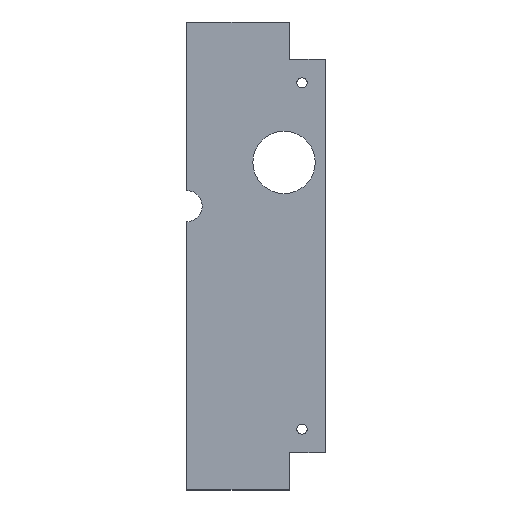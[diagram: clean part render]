
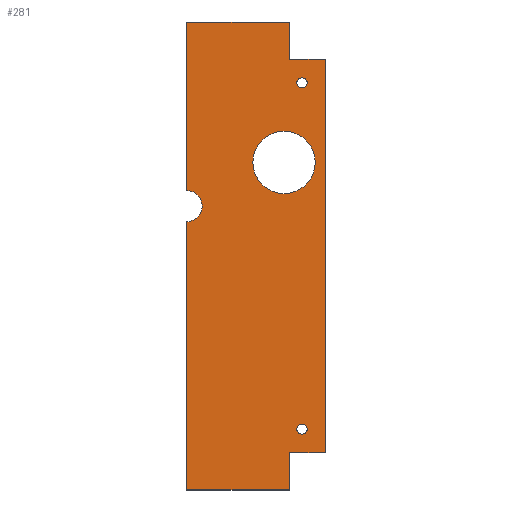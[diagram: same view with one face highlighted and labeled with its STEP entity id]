
A CAD part, top view. The second image highlights one B-rep face of the part: STEP entity #281.
In plain terms, the highlighted planar face has unit normal (0, 0, 1).
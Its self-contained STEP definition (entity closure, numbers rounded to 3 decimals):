
#14 = DIRECTION ( 'NONE',  ( 1., 0., 0. ) ) ;
#16 = AXIS2_PLACEMENT_3D ( 'NONE', #430, #329, #126 ) ;
#22 = DIRECTION ( 'NONE',  ( 0., -1., 0. ) ) ;
#29 = DIRECTION ( 'NONE',  ( 0., 0., 1. ) ) ;
#30 = VERTEX_POINT ( 'NONE', #534 ) ;
#33 = CARTESIAN_POINT ( 'NONE',  ( -19.001, -39.01, 2. ) ) ;
#38 = VECTOR ( 'NONE', #502, 1000. ) ;
#41 = DIRECTION ( 'NONE',  ( 1., 0., 0. ) ) ;
#45 = CARTESIAN_POINT ( 'NONE',  ( -19.001, -39.01, 2. ) ) ;
#49 = CIRCLE ( 'NONE', #462, 3.3 ) ;
#53 = ORIENTED_EDGE ( 'NONE', *, *, #590, .F. ) ;
#59 = CARTESIAN_POINT ( 'NONE',  ( -93.001, -0.01, 2. ) ) ;
#60 = DIRECTION ( 'NONE',  ( 0., 0., 1. ) ) ;
#62 = CARTESIAN_POINT ( 'NONE',  ( -4.001, -276.01, 2. ) ) ;
#65 = VERTEX_POINT ( 'NONE', #194 ) ;
#67 = PLANE ( 'NONE',  #594 ) ;
#78 = LINE ( 'NONE', #282, #596 ) ;
#93 = EDGE_CURVE ( 'NONE', #306, #612, #494, .T. ) ;
#97 = CARTESIAN_POINT ( 'NONE',  ( -27.001, -0.01, 2. ) ) ;
#110 = EDGE_CURVE ( 'NONE', #175, #428, #383, .T. ) ;
#112 = EDGE_LOOP ( 'NONE', ( #310, #420, #197, #252, #546, #53, #608, #471, #203, #576, #168 ) ) ;
#119 = CARTESIAN_POINT ( 'NONE',  ( -93.001, -300.01, 2. ) ) ;
#126 = DIRECTION ( 'NONE',  ( 1., 0., 0. ) ) ;
#127 = VERTEX_POINT ( 'NONE', #482 ) ;
#128 = VECTOR ( 'NONE', #390, 1000. ) ;
#130 = EDGE_CURVE ( 'NONE', #404, #143, #450, .T. ) ;
#136 = LINE ( 'NONE', #141, #128 ) ;
#141 = CARTESIAN_POINT ( 'NONE',  ( -93.001, -0.01, 2. ) ) ;
#142 = DIRECTION ( 'NONE',  ( 1., 0., 0. ) ) ;
#143 = VERTEX_POINT ( 'NONE', #436 ) ;
#147 = VERTEX_POINT ( 'NONE', #491 ) ;
#153 = LINE ( 'NONE', #508, #629 ) ;
#155 = CARTESIAN_POINT ( 'NONE',  ( -4.001, -24.01, 2. ) ) ;
#156 = DIRECTION ( 'NONE',  ( 1., 0., 0. ) ) ;
#157 = ORIENTED_EDGE ( 'NONE', *, *, #339, .F. ) ;
#168 = ORIENTED_EDGE ( 'NONE', *, *, #254, .F. ) ;
#170 = VECTOR ( 'NONE', #474, 1000. ) ;
#175 = VERTEX_POINT ( 'NONE', #370 ) ;
#180 = CARTESIAN_POINT ( 'NONE',  ( -30.5, -90.01, 2. ) ) ;
#186 = DIRECTION ( 'NONE',  ( 1., 0., 0. ) ) ;
#194 = CARTESIAN_POINT ( 'NONE',  ( -27.001, -276.01, 2. ) ) ;
#197 = ORIENTED_EDGE ( 'NONE', *, *, #609, .T. ) ;
#199 = VERTEX_POINT ( 'NONE', #496 ) ;
#203 = ORIENTED_EDGE ( 'NONE', *, *, #110, .T. ) ;
#208 = CARTESIAN_POINT ( 'NONE',  ( -27.001, -24.01, 2. ) ) ;
#209 = CARTESIAN_POINT ( 'NONE',  ( -27.001, -300.01, 2. ) ) ;
#211 = LINE ( 'NONE', #59, #297 ) ;
#220 = ORIENTED_EDGE ( 'NONE', *, *, #369, .F. ) ;
#222 = VECTOR ( 'NONE', #582, 1000. ) ;
#223 = AXIS2_PLACEMENT_3D ( 'NONE', #180, #29, #186 ) ;
#225 = CARTESIAN_POINT ( 'NONE',  ( -27.001, -276.01, 2. ) ) ;
#244 = CIRCLE ( 'NONE', #442, 3.3 ) ;
#247 = EDGE_CURVE ( 'NONE', #387, #65, #512, .T. ) ;
#252 = ORIENTED_EDGE ( 'NONE', *, *, #247, .T. ) ;
#254 = EDGE_CURVE ( 'NONE', #127, #401, #516, .T. ) ;
#258 = FACE_BOUND ( 'NONE', #325, .T. ) ;
#265 = CIRCLE ( 'NONE', #331, 10. ) ;
#266 = CARTESIAN_POINT ( 'NONE',  ( 0., 0., 2. ) ) ;
#269 = CARTESIAN_POINT ( 'NONE',  ( -15.701, -261.01, 2. ) ) ;
#272 = DIRECTION ( 'NONE',  ( 0., 0., 1. ) ) ;
#281 = ADVANCED_FACE ( 'NONE', ( #554, #373, #506, #258 ), #67, .T. ) ;
#282 = CARTESIAN_POINT ( 'NONE',  ( -4.001, -24.01, 2. ) ) ;
#289 = DIRECTION ( 'NONE',  ( 0., 0., 1. ) ) ;
#292 = CARTESIAN_POINT ( 'NONE',  ( -30.5, -90.01, 2. ) ) ;
#297 = VECTOR ( 'NONE', #22, 1000. ) ;
#301 = CARTESIAN_POINT ( 'NONE',  ( -19.001, -261.01, 2. ) ) ;
#306 = VERTEX_POINT ( 'NONE', #527 ) ;
#310 = ORIENTED_EDGE ( 'NONE', *, *, #432, .F. ) ;
#311 = DIRECTION ( 'NONE',  ( 0., 1., 0. ) ) ;
#316 = CARTESIAN_POINT ( 'NONE',  ( -93.001, -118.01, 2. ) ) ;
#325 = EDGE_LOOP ( 'NONE', ( #476, #486 ) ) ;
#329 = DIRECTION ( 'NONE',  ( 0., 0., 1. ) ) ;
#331 = AXIS2_PLACEMENT_3D ( 'NONE', #577, #593, #487 ) ;
#339 = EDGE_CURVE ( 'NONE', #612, #306, #244, .T. ) ;
#344 = DIRECTION ( 'NONE',  ( 0., 0., 1. ) ) ;
#355 = CARTESIAN_POINT ( 'NONE',  ( -22.301, -261.01, 2. ) ) ;
#358 = EDGE_CURVE ( 'NONE', #65, #569, #481, .T. ) ;
#366 = DIRECTION ( 'NONE',  ( 0., 1., 0. ) ) ;
#369 = EDGE_CURVE ( 'NONE', #452, #559, #565, .T. ) ;
#370 = CARTESIAN_POINT ( 'NONE',  ( -27.001, -0.01, 2. ) ) ;
#373 = FACE_BOUND ( 'NONE', #500, .T. ) ;
#378 = DIRECTION ( 'NONE',  ( 1., 0., 0. ) ) ;
#382 = CARTESIAN_POINT ( 'NONE',  ( -93.001, -0.01, 2. ) ) ;
#383 = LINE ( 'NONE', #97, #222 ) ;
#385 = EDGE_CURVE ( 'NONE', #30, #199, #78, .T. ) ;
#387 = VERTEX_POINT ( 'NONE', #470 ) ;
#390 = DIRECTION ( 'NONE',  ( 0., -1., 0. ) ) ;
#391 = VECTOR ( 'NONE', #311, 1000. ) ;
#401 = VERTEX_POINT ( 'NONE', #568 ) ;
#404 = VERTEX_POINT ( 'NONE', #484 ) ;
#405 = LINE ( 'NONE', #155, #38 ) ;
#411 = EDGE_CURVE ( 'NONE', #143, #404, #573, .T. ) ;
#413 = CARTESIAN_POINT ( 'NONE',  ( -15.701, -39.01, 2. ) ) ;
#418 = VERTEX_POINT ( 'NONE', #119 ) ;
#420 = ORIENTED_EDGE ( 'NONE', *, *, #505, .T. ) ;
#421 = VECTOR ( 'NONE', #366, 1000. ) ;
#428 = VERTEX_POINT ( 'NONE', #382 ) ;
#430 = CARTESIAN_POINT ( 'NONE',  ( -19.001, -261.01, 2. ) ) ;
#432 = EDGE_CURVE ( 'NONE', #147, #127, #265, .T. ) ;
#436 = CARTESIAN_POINT ( 'NONE',  ( -10.5, -90.01, 2. ) ) ;
#442 = AXIS2_PLACEMENT_3D ( 'NONE', #33, #272, #378 ) ;
#450 = CIRCLE ( 'NONE', #472, 20. ) ;
#452 = VERTEX_POINT ( 'NONE', #355 ) ;
#462 = AXIS2_PLACEMENT_3D ( 'NONE', #301, #541, #490 ) ;
#463 = DIRECTION ( 'NONE',  ( 0., 0., 1. ) ) ;
#468 = ORIENTED_EDGE ( 'NONE', *, *, #93, .F. ) ;
#469 = EDGE_CURVE ( 'NONE', #559, #452, #49, .T. ) ;
#470 = CARTESIAN_POINT ( 'NONE',  ( -27.001, -300.01, 2. ) ) ;
#471 = ORIENTED_EDGE ( 'NONE', *, *, #587, .T. ) ;
#472 = AXIS2_PLACEMENT_3D ( 'NONE', #292, #344, #142 ) ;
#474 = DIRECTION ( 'NONE',  ( 1., 0., 0. ) ) ;
#476 = ORIENTED_EDGE ( 'NONE', *, *, #411, .F. ) ;
#477 = DIRECTION ( 'NONE',  ( -1., 0., 0. ) ) ;
#481 = LINE ( 'NONE', #225, #170 ) ;
#482 = CARTESIAN_POINT ( 'NONE',  ( -83.001, -118.01, 2. ) ) ;
#484 = CARTESIAN_POINT ( 'NONE',  ( -50.5, -90.01, 2. ) ) ;
#486 = ORIENTED_EDGE ( 'NONE', *, *, #130, .F. ) ;
#487 = DIRECTION ( 'NONE',  ( 1., 0., 0. ) ) ;
#490 = DIRECTION ( 'NONE',  ( 1., 0., 0. ) ) ;
#491 = CARTESIAN_POINT ( 'NONE',  ( -93.001, -128.01, 2. ) ) ;
#494 = CIRCLE ( 'NONE', #628, 3.3 ) ;
#496 = CARTESIAN_POINT ( 'NONE',  ( -27.001, -24.01, 2. ) ) ;
#500 = EDGE_LOOP ( 'NONE', ( #522, #220 ) ) ;
#501 = EDGE_LOOP ( 'NONE', ( #157, #468 ) ) ;
#502 = DIRECTION ( 'NONE',  ( 0., -1., 0. ) ) ;
#505 = EDGE_CURVE ( 'NONE', #147, #418, #136, .T. ) ;
#506 = FACE_OUTER_BOUND ( 'NONE', #112, .T. ) ;
#508 = CARTESIAN_POINT ( 'NONE',  ( -93.001, -300.01, 2. ) ) ;
#512 = LINE ( 'NONE', #209, #421 ) ;
#516 = CIRCLE ( 'NONE', #595, 10. ) ;
#522 = ORIENTED_EDGE ( 'NONE', *, *, #469, .F. ) ;
#527 = CARTESIAN_POINT ( 'NONE',  ( -22.301, -39.01, 2. ) ) ;
#534 = CARTESIAN_POINT ( 'NONE',  ( -4.001, -24.01, 2. ) ) ;
#541 = DIRECTION ( 'NONE',  ( 0., 0., 1. ) ) ;
#546 = ORIENTED_EDGE ( 'NONE', *, *, #358, .T. ) ;
#554 = FACE_BOUND ( 'NONE', #501, .T. ) ;
#559 = VERTEX_POINT ( 'NONE', #269 ) ;
#565 = CIRCLE ( 'NONE', #16, 3.3 ) ;
#568 = CARTESIAN_POINT ( 'NONE',  ( -93.001, -108.01, 2. ) ) ;
#569 = VERTEX_POINT ( 'NONE', #62 ) ;
#573 = CIRCLE ( 'NONE', #223, 20. ) ;
#576 = ORIENTED_EDGE ( 'NONE', *, *, #578, .T. ) ;
#577 = CARTESIAN_POINT ( 'NONE',  ( -93.001, -118.01, 2. ) ) ;
#578 = EDGE_CURVE ( 'NONE', #428, #401, #211, .T. ) ;
#582 = DIRECTION ( 'NONE',  ( -1., 0., 0. ) ) ;
#587 = EDGE_CURVE ( 'NONE', #199, #175, #613, .T. ) ;
#590 = EDGE_CURVE ( 'NONE', #30, #569, #405, .T. ) ;
#593 = DIRECTION ( 'NONE',  ( 0., 0., 1. ) ) ;
#594 = AXIS2_PLACEMENT_3D ( 'NONE', #266, #463, #626 ) ;
#595 = AXIS2_PLACEMENT_3D ( 'NONE', #316, #60, #156 ) ;
#596 = VECTOR ( 'NONE', #477, 1000. ) ;
#608 = ORIENTED_EDGE ( 'NONE', *, *, #385, .T. ) ;
#609 = EDGE_CURVE ( 'NONE', #418, #387, #153, .T. ) ;
#612 = VERTEX_POINT ( 'NONE', #413 ) ;
#613 = LINE ( 'NONE', #208, #391 ) ;
#626 = DIRECTION ( 'NONE',  ( 1., 0., 0. ) ) ;
#628 = AXIS2_PLACEMENT_3D ( 'NONE', #45, #289, #41 ) ;
#629 = VECTOR ( 'NONE', #14, 1000. ) ;
